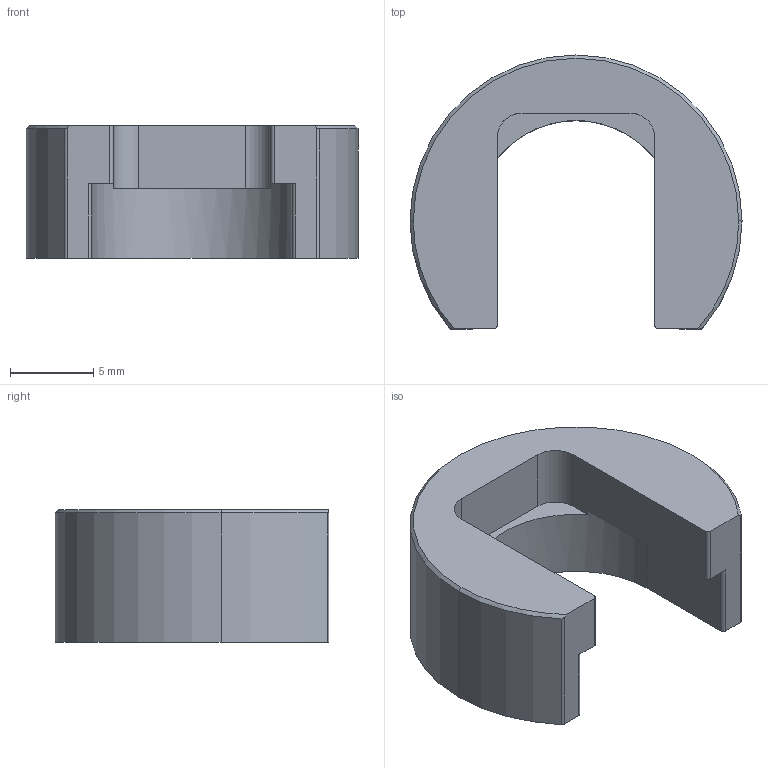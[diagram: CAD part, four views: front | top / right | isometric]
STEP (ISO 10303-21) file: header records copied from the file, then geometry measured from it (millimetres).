
FILE_DESCRIPTION (( 'STEP AP214' ), '1' );
FILE_NAME ('NR122008.STEP', '2023-12-01T11:42:58', ( '' ), ( '' ), 'SwSTEP 2.0', 'SolidWorks 2021', '' );
FILE_SCHEMA (( 'AUTOMOTIVE_DESIGN' ));
Length unit declared in the file: millimetre
Products named in the file (1): NR122008
Bounding box: 20 x 16.5 x 8 mm (x, y, z)
Volume: 1172.3 mm3; surface area: 985.3 mm2
Topology: 1 solids, 1 shells, 27 faces, 73 edges, 48 vertices
Faces by surface type: cylinder 12, plane 12, cone 3
Entity records: 900 total; most frequent: CARTESIAN_POINT 165, DIRECTION 152, ORIENTED_EDGE 146, EDGE_CURVE 73, AXIS2_PLACEMENT_3D 55, VERTEX_POINT 48, VECTOR 42, LINE 42
